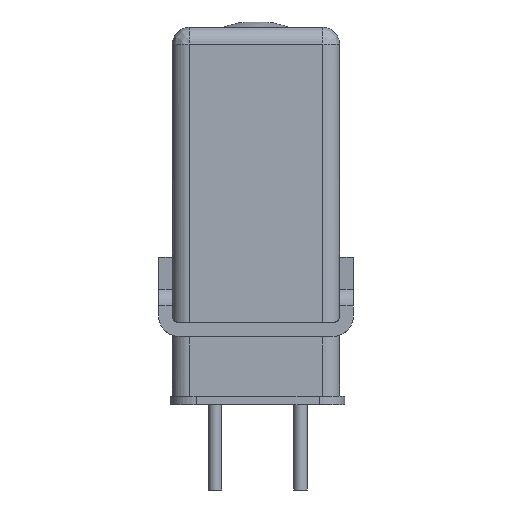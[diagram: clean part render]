
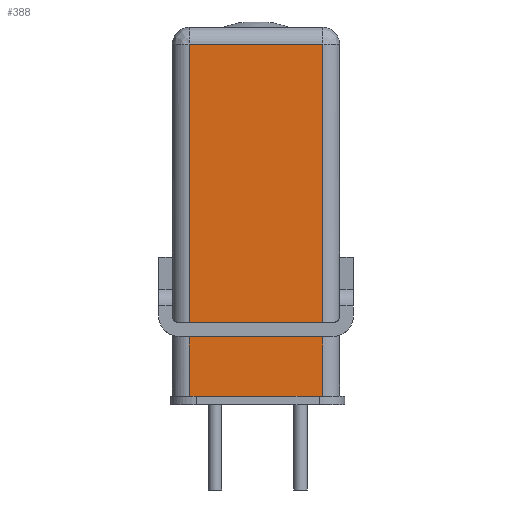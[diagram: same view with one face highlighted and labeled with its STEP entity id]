
A CAD part, left-side view. The second image highlights one B-rep face of the part: STEP entity #388.
In plain terms, the highlighted planar face has unit normal (-1, 0, 0).
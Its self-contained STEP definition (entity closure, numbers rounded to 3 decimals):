
#240 = CARTESIAN_POINT ( 'NONE',  ( -10.15, -4.9, -1. ) ) ;
#263 = VERTEX_POINT ( 'NONE', #2707 ) ;
#388 = ADVANCED_FACE ( 'NONE', ( #5152 ), #2746, .F. ) ;
#394 = AXIS2_PLACEMENT_3D ( 'NONE', #2778, #3667, #984 ) ;
#556 = ORIENTED_EDGE ( 'NONE', *, *, #612, .F. ) ;
#612 = EDGE_CURVE ( 'NONE', #4825, #263, #5220, .T. ) ;
#651 = VERTEX_POINT ( 'NONE', #2166 ) ;
#675 = LINE ( 'NONE', #1813, #1096 ) ;
#781 = DIRECTION ( 'NONE',  ( 0., -1., 0. ) ) ;
#830 = EDGE_LOOP ( 'NONE', ( #5831, #556, #3078, #3632 ) ) ;
#839 = EDGE_CURVE ( 'NONE', #3948, #4825, #675, .T. ) ;
#840 = LINE ( 'NONE', #3753, #3086 ) ;
#984 = DIRECTION ( 'NONE',  ( 0., 0., 1. ) ) ;
#1096 = VECTOR ( 'NONE', #1288, 1000. ) ;
#1124 = VECTOR ( 'NONE', #2824, 1000. ) ;
#1288 = DIRECTION ( 'NONE',  ( 0., 0., 1. ) ) ;
#1522 = VECTOR ( 'NONE', #781, 1000. ) ;
#1813 = CARTESIAN_POINT ( 'NONE',  ( -10.15, 3.9, 0. ) ) ;
#2166 = CARTESIAN_POINT ( 'NONE',  ( -10.15, -3.9, -21.6 ) ) ;
#2319 = LINE ( 'NONE', #4246, #1124 ) ;
#2707 = CARTESIAN_POINT ( 'NONE',  ( -10.15, -3.9, -1. ) ) ;
#2746 = PLANE ( 'NONE',  #394 ) ;
#2778 = CARTESIAN_POINT ( 'NONE',  ( -10.15, -4.9, 0. ) ) ;
#2824 = DIRECTION ( 'NONE',  ( 0., 0., -1. ) ) ;
#3078 = ORIENTED_EDGE ( 'NONE', *, *, #839, .F. ) ;
#3086 = VECTOR ( 'NONE', #3308, 1000. ) ;
#3308 = DIRECTION ( 'NONE',  ( 0., -1., 0. ) ) ;
#3632 = ORIENTED_EDGE ( 'NONE', *, *, #5333, .T. ) ;
#3667 = DIRECTION ( 'NONE',  ( 1., 0., 0. ) ) ;
#3753 = CARTESIAN_POINT ( 'NONE',  ( -10.15, -4.9, -21.6 ) ) ;
#3948 = VERTEX_POINT ( 'NONE', #5418 ) ;
#4246 = CARTESIAN_POINT ( 'NONE',  ( -10.15, -3.9, -21.6 ) ) ;
#4633 = CARTESIAN_POINT ( 'NONE',  ( -10.15, 3.9, -1. ) ) ;
#4825 = VERTEX_POINT ( 'NONE', #4633 ) ;
#5152 = FACE_OUTER_BOUND ( 'NONE', #830, .T. ) ;
#5220 = LINE ( 'NONE', #240, #1522 ) ;
#5286 = EDGE_CURVE ( 'NONE', #263, #651, #2319, .T. ) ;
#5333 = EDGE_CURVE ( 'NONE', #3948, #651, #840, .T. ) ;
#5418 = CARTESIAN_POINT ( 'NONE',  ( -10.15, 3.9, -21.6 ) ) ;
#5831 = ORIENTED_EDGE ( 'NONE', *, *, #5286, .F. ) ;
